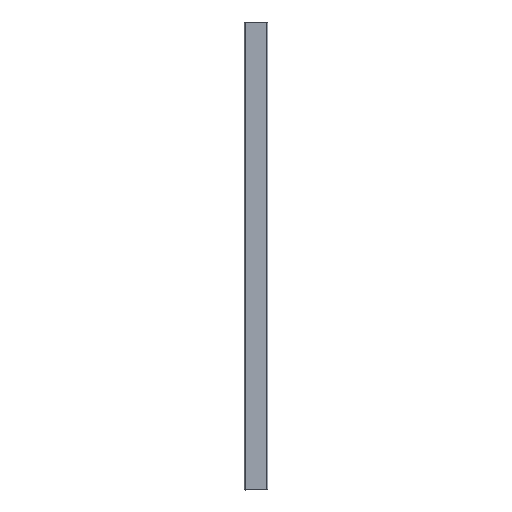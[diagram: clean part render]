
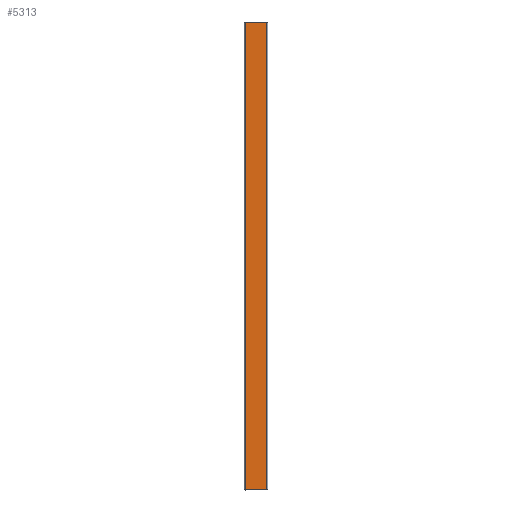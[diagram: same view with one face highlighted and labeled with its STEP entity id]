
A CAD part, left-side view. The second image highlights one B-rep face of the part: STEP entity #5313.
In plain terms, the highlighted planar face has unit normal (-1, 0, 0).
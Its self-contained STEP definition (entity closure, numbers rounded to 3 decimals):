
#4765 = DIRECTION ( 'NONE',  ( 0., 0., -1. ) ) ;
#4768 = DIRECTION ( 'NONE',  ( 1., 0., 0. ) ) ;
#4769 = CARTESIAN_POINT ( 'NONE',  ( -92.5, 0., 3000. ) ) ;
#4770 = AXIS2_PLACEMENT_3D ( 'NONE', #4769, #4768, #4765 ) ;
#4773 = PLANE ( 'NONE',  #4770 ) ;
#4775 = FACE_OUTER_BOUND ( 'NONE', #5327, .T. ) ;
#4777 = CARTESIAN_POINT ( 'NONE',  ( -92.5, 42.5, 1175. ) ) ;
#4781 = DIRECTION ( 'NONE',  ( 0., 0., -1. ) ) ;
#4783 = VECTOR ( 'NONE', #4781, 1000. ) ;
#4785 = CARTESIAN_POINT ( 'NONE',  ( -92.5, 42.5, 3000. ) ) ;
#4787 = LINE ( 'NONE', #4785, #4783 ) ;
#4796 = CARTESIAN_POINT ( 'NONE',  ( -92.5, -42.5, 1175. ) ) ;
#4809 = LINE ( 'NONE', #4925, #4923 ) ;
#4814 = CARTESIAN_POINT ( 'NONE',  ( -92.5, -42.5, 3000. ) ) ;
#4834 = DIRECTION ( 'NONE',  ( 0., -1., 0. ) ) ;
#4835 = VECTOR ( 'NONE', #4834, 1000. ) ;
#4836 = CARTESIAN_POINT ( 'NONE',  ( -92.5, 0., 1175. ) ) ;
#4837 = LINE ( 'NONE', #4836, #4835 ) ;
#4856 = CARTESIAN_POINT ( 'NONE',  ( -92.5, 42.5, 3000. ) ) ;
#4914 = DIRECTION ( 'NONE',  ( 0., 0., 1. ) ) ;
#4916 = VECTOR ( 'NONE', #4914, 1000. ) ;
#4918 = CARTESIAN_POINT ( 'NONE',  ( -92.5, -42.5, 3000. ) ) ;
#4920 = LINE ( 'NONE', #4918, #4916 ) ;
#4921 = DIRECTION ( 'NONE',  ( 0., -1., 0. ) ) ;
#4923 = VECTOR ( 'NONE', #4921, 1000. ) ;
#4925 = CARTESIAN_POINT ( 'NONE',  ( -92.5, 0., 3000. ) ) ;
#5306 = VERTEX_POINT ( 'NONE', #4796 ) ;
#5310 = EDGE_CURVE ( 'NONE', #5324, #5312, #4787, .T. ) ;
#5312 = VERTEX_POINT ( 'NONE', #4777 ) ;
#5313 = ADVANCED_FACE ( 'NONE', ( #4775 ), #4773, .F. ) ;
#5318 = ORIENTED_EDGE ( 'NONE', *, *, #5332, .T. ) ;
#5321 = ORIENTED_EDGE ( 'NONE', *, *, #5310, .T. ) ;
#5324 = VERTEX_POINT ( 'NONE', #4856 ) ;
#5327 = EDGE_LOOP ( 'NONE', ( #5321, #5318, #5344, #5340 ) ) ;
#5332 = EDGE_CURVE ( 'NONE', #5312, #5306, #4837, .T. ) ;
#5337 = VERTEX_POINT ( 'NONE', #4814 ) ;
#5338 = EDGE_CURVE ( 'NONE', #5324, #5337, #4809, .T. ) ;
#5340 = ORIENTED_EDGE ( 'NONE', *, *, #5338, .F. ) ;
#5341 = EDGE_CURVE ( 'NONE', #5306, #5337, #4920, .T. ) ;
#5344 = ORIENTED_EDGE ( 'NONE', *, *, #5341, .T. ) ;
